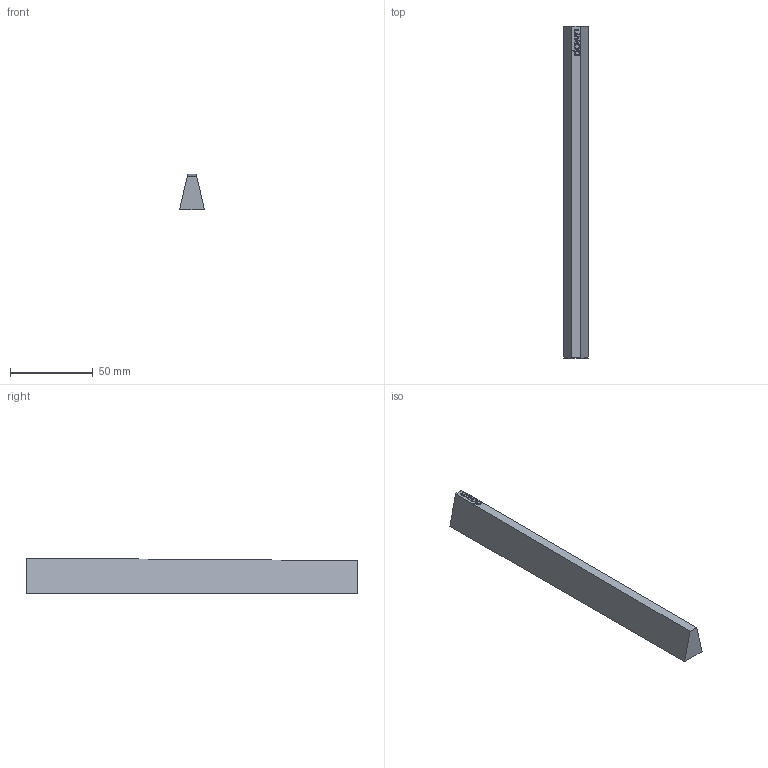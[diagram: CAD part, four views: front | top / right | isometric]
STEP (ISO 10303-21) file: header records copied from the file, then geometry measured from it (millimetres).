
FILE_DESCRIPTION(('FreeCAD Model'),'2;1');
FILE_NAME('Open CASCADE Shape Model','2025-03-14T10:17:17',(''),(''), 'Open CASCADE STEP processor 7.7','FreeCAD','Unknown');
FILE_SCHEMA(('AUTOMOTIVE_DESIGN { 1 0 10303 214 1 1 1 1 }'));
Length unit declared in the file: millimetre
Products named in the file (1): Cut001
Bounding box: 15 x 200 x 21.5 mm (x, y, z)
Volume: 42198.1 mm3; surface area: 13076.2 mm2
Topology: 1 solids, 1 shells, 89 faces, 252 edges, 168 vertices
Faces by surface type: extrusion 45, plane 44
Entity records: 7400 total; most frequent: CARTESIAN_POINT 2926, DIRECTION 572, ORIENTED_EDGE 504, PCURVE 504, DEFINITIONAL_REPRESENTATION 504, VECTOR 482, LINE 437, B_SPLINE_CURVE_WITH_KNOTS 364
